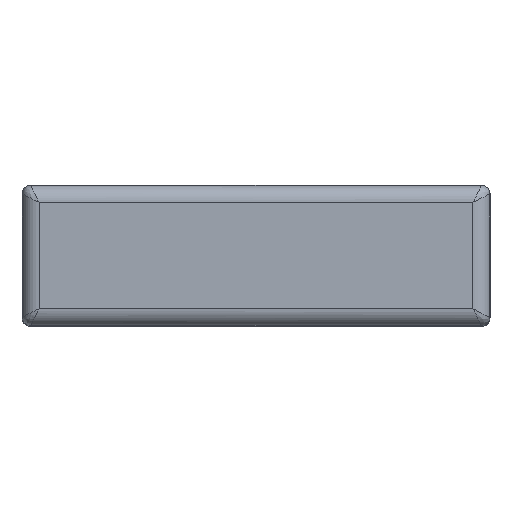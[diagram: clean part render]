
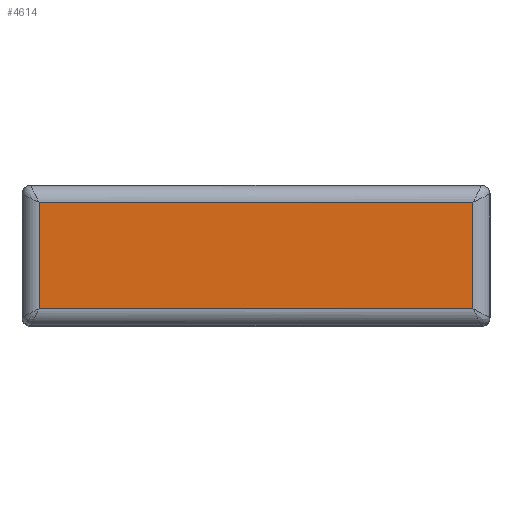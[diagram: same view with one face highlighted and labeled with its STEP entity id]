
A CAD part, top view. The second image highlights one B-rep face of the part: STEP entity #4614.
In plain terms, the highlighted planar face has unit normal (0, 0, 1).
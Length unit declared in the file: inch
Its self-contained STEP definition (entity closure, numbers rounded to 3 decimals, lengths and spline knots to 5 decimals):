
#363=DIRECTION('',(0.,1.,0.));
#364=VECTOR('',#363,0.09843);
#365=CARTESIAN_POINT('',(0.20079,-0.04921,
1.11024));
#366=LINE('',#365,#364);
#393=DIRECTION('',(-1.,0.,0.));
#394=VECTOR('',#393,0.40157);
#395=CARTESIAN_POINT('',(0.20079,0.04921,1.11024));
#396=LINE('',#395,#394);
#397=DIRECTION('',(-1.,0.,0.));
#398=VECTOR('',#397,0.40157);
#399=CARTESIAN_POINT('',(0.20079,-0.04921,
1.11024));
#400=LINE('',#399,#398);
#416=DIRECTION('',(0.,-1.,0.));
#417=VECTOR('',#416,0.09843);
#418=CARTESIAN_POINT('',(-0.20079,0.04921,
1.11024));
#419=LINE('',#418,#417);
#3707=CARTESIAN_POINT('',(0.20079,-0.04921,
1.11024));
#3708=CARTESIAN_POINT('',(-0.20079,-0.04921,
1.11024));
#3709=VERTEX_POINT('',#3707);
#3710=VERTEX_POINT('',#3708);
#3921=CARTESIAN_POINT('',(0.20079,0.04921,
1.11024));
#3922=CARTESIAN_POINT('',(-0.20079,0.04921,
1.11024));
#3923=VERTEX_POINT('',#3921);
#3924=VERTEX_POINT('',#3922);
#4600=CARTESIAN_POINT('',(0.,0.,1.11024));
#4601=DIRECTION('',(0.,0.,1.));
#4602=DIRECTION('',(1.,0.,0.));
#4603=AXIS2_PLACEMENT_3D('',#4600,#4601,#4602);
#4604=PLANE('',#4603);
#4606=ORIENTED_EDGE('',*,*,#4605,.F.);
#4608=ORIENTED_EDGE('',*,*,#4607,.F.);
#4609=ORIENTED_EDGE('',*,*,#4590,.F.);
#4611=ORIENTED_EDGE('',*,*,#4610,.T.);
#4612=EDGE_LOOP('',(#4606,#4608,#4609,#4611));
#4613=FACE_OUTER_BOUND('',#4612,.F.);
#4614=ADVANCED_FACE('',(#4613),#4604,.T.);
#4590=EDGE_CURVE('',#3709,#3923,#366,.T.);
#4605=EDGE_CURVE('',#3924,#3710,#419,.T.);
#4607=EDGE_CURVE('',#3923,#3924,#396,.T.);
#4610=EDGE_CURVE('',#3709,#3710,#400,.T.);
